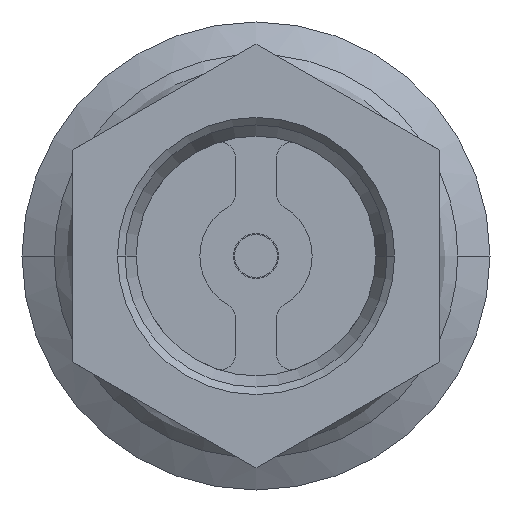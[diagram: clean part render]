
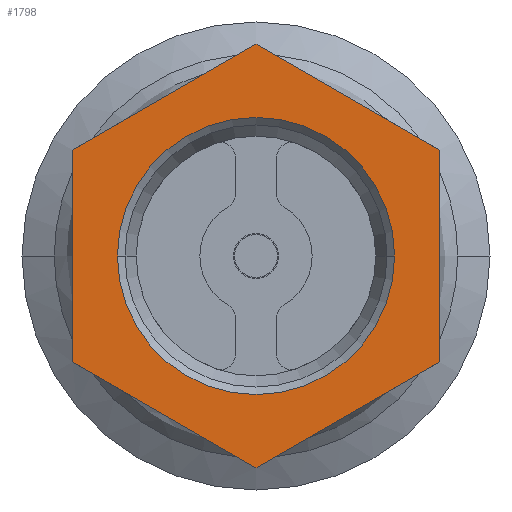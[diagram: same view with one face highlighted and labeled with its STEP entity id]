
A CAD part, left-side view. The second image highlights one B-rep face of the part: STEP entity #1798.
In plain terms, the highlighted planar face has unit normal (-1, 0, 0).
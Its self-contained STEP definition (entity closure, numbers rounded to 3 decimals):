
#101=DIRECTION('',(0.,0.,-1.));
#102=VECTOR('',#101,28.29);
#103=CARTESIAN_POINT('',(3891.104,294.442,-27.713));
#104=LINE('',#103,#102);
#155=DIRECTION('',(0.,0.866,-0.5));
#156=VECTOR('',#155,28.29);
#157=CARTESIAN_POINT('',(3891.104,318.942,-13.568));
#158=LINE('',#157,#156);
#159=DIRECTION('',(0.,0.866,0.5));
#160=VECTOR('',#159,28.29);
#161=CARTESIAN_POINT('',(3891.104,294.442,-27.713));
#162=LINE('',#161,#160);
#163=DIRECTION('',(0.,-0.866,0.5));
#164=VECTOR('',#163,28.29);
#165=CARTESIAN_POINT('',(3891.104,318.942,-70.148));
#166=LINE('',#165,#164);
#167=DIRECTION('',(0.,-0.866,-0.5));
#168=VECTOR('',#167,28.29);
#169=CARTESIAN_POINT('',(3891.104,343.442,-56.003));
#170=LINE('',#169,#168);
#171=CARTESIAN_POINT('',(3891.104,318.942,-41.858));
#172=DIRECTION('',(1.,0.,0.));
#173=DIRECTION('',(0.,1.,0.));
#174=AXIS2_PLACEMENT_3D('',#171,#172,#173);
#176=CARTESIAN_POINT('',(3891.104,318.942,-41.858));
#177=DIRECTION('',(1.,0.,0.));
#178=DIRECTION('',(0.,-1.,0.));
#179=AXIS2_PLACEMENT_3D('',#176,#177,#178);
#199=DIRECTION('',(0.,0.,1.));
#200=VECTOR('',#199,28.29);
#201=CARTESIAN_POINT('',(3891.104,343.442,-56.003));
#202=LINE('',#201,#200);
#1319=CARTESIAN_POINT('',(3891.104,294.442,-56.003));
#1321=VERTEX_POINT('',#1319);
#1325=CARTESIAN_POINT('',(3891.104,318.942,-70.148));
#1327=VERTEX_POINT('',#1325);
#1329=CARTESIAN_POINT('',(3891.104,294.442,-27.713));
#1331=VERTEX_POINT('',#1329);
#1335=CARTESIAN_POINT('',(3891.104,343.442,-56.003));
#1336=VERTEX_POINT('',#1335);
#1340=CARTESIAN_POINT('',(3891.104,318.942,-13.568));
#1342=VERTEX_POINT('',#1340);
#1349=CARTESIAN_POINT('',(3891.104,343.442,-27.713));
#1350=VERTEX_POINT('',#1349);
#1457=CARTESIAN_POINT('',(3891.104,300.442,-41.858));
#1459=VERTEX_POINT('',#1457);
#1461=CARTESIAN_POINT('',(3891.104,337.442,-41.858));
#1463=VERTEX_POINT('',#1461);
#1776=CARTESIAN_POINT('',(3891.104,340.442,-41.858));
#1777=DIRECTION('',(-1.,0.,0.));
#1778=DIRECTION('',(0.,0.,1.));
#1779=AXIS2_PLACEMENT_3D('',#1776,#1777,#1778);
#1780=PLANE('',#1779);
#1782=ORIENTED_EDGE('',*,*,#1781,.T.);
#1784=ORIENTED_EDGE('',*,*,#1783,.F.);
#1785=ORIENTED_EDGE('',*,*,#1758,.F.);
#1786=ORIENTED_EDGE('',*,*,#1709,.T.);
#1788=ORIENTED_EDGE('',*,*,#1787,.F.);
#1789=ORIENTED_EDGE('',*,*,#1630,.F.);
#1790=EDGE_LOOP('',(#1782,#1784,#1785,#1786,#1788,#1789));
#1791=FACE_OUTER_BOUND('',#1790,.F.);
#1793=ORIENTED_EDGE('',*,*,#1792,.F.);
#1795=ORIENTED_EDGE('',*,*,#1794,.F.);
#1796=EDGE_LOOP('',(#1793,#1795));
#1797=FACE_BOUND('',#1796,.F.);
#175=CIRCLE('',#174,18.5);
#180=CIRCLE('',#179,18.5);
#1630=EDGE_CURVE('',#1336,#1327,#170,.T.);
#1709=EDGE_CURVE('',#1331,#1321,#104,.T.);
#1758=EDGE_CURVE('',#1331,#1342,#162,.T.);
#1781=EDGE_CURVE('',#1336,#1350,#202,.T.);
#1783=EDGE_CURVE('',#1342,#1350,#158,.T.);
#1787=EDGE_CURVE('',#1327,#1321,#166,.T.);
#1792=EDGE_CURVE('',#1463,#1459,#175,.T.);
#1794=EDGE_CURVE('',#1459,#1463,#180,.T.);
#1798=ADVANCED_FACE('',(#1791,#1797),#1780,.T.);
